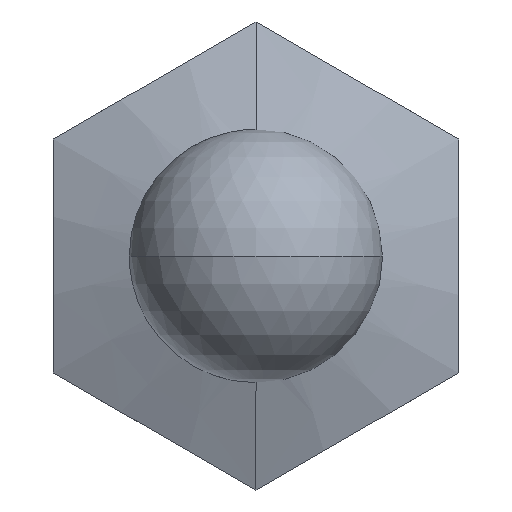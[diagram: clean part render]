
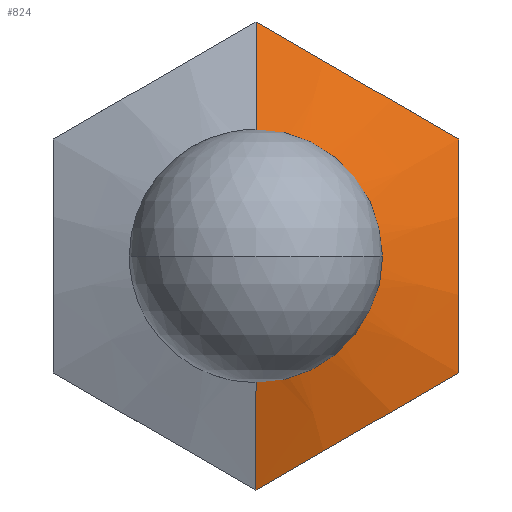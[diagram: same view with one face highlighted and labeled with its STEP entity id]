
A CAD part, front view. The second image highlights one B-rep face of the part: STEP entity #824.
In plain terms, the highlighted conical face has half-angle 70 degrees and reference radius 13.9 mm.
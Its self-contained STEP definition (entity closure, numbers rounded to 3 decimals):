
#8 = VERTEX_POINT ( 'NONE', #278 ) ;
#19 = CARTESIAN_POINT ( 'NONE',  ( 12., -7.85, 5.778 ) ) ;
#26 = B_SPLINE_CURVE_WITH_KNOTS ( 'NONE', 3,
 ( #788, #192, #856, #361, #919, #451, #980, #535, #19, #627 ),
 .UNSPECIFIED., .F., .F.,
 ( 4, 2, 2, 2, 4 ),
 ( 0.012, 0.015, 0.019, 0.022, 0.026 ),
 .UNSPECIFIED. ) ;
#90 = CARTESIAN_POINT ( 'NONE',  ( 10., -8.021, 8.083 ) ) ;
#94 = VERTEX_POINT ( 'NONE', #179 ) ;
#95 = VERTEX_POINT ( 'NONE', #196 ) ;
#124 = VECTOR ( 'NONE', #507, 1000. ) ;
#141 = CARTESIAN_POINT ( 'NONE',  ( 2., -8.021, -12.702 ) ) ;
#177 = ORIENTED_EDGE ( 'NONE', *, *, #285, .T. ) ;
#179 = CARTESIAN_POINT ( 'NONE',  ( 12., -7.641, -6.928 ) ) ;
#181 = CARTESIAN_POINT ( 'NONE',  ( 6., -8.378, 10.392 ) ) ;
#186 = EDGE_CURVE ( 'NONE', #8, #686, #297, .T. ) ;
#192 = CARTESIAN_POINT ( 'NONE',  ( 12., -7.85, -5.78 ) ) ;
#194 = CONICAL_SURFACE ( 'NONE', #796, 13.9, 1.222 ) ;
#196 = CARTESIAN_POINT ( 'NONE',  ( 0., -7.641, 13.856 ) ) ;
#197 = CARTESIAN_POINT ( 'NONE',  ( 0., -7.625, 0. ) ) ;
#206 = EDGE_CURVE ( 'NONE', #8, #95, #384, .T. ) ;
#211 = AXIS2_PLACEMENT_3D ( 'NONE', #903, #427, #960 ) ;
#222 = FACE_OUTER_BOUND ( 'NONE', #574, .T. ) ;
#225 = DIRECTION ( 'NONE',  ( 0., 0.342, -0.94 ) ) ;
#233 = CARTESIAN_POINT ( 'NONE',  ( 6., -8.378, -10.392 ) ) ;
#263 = CARTESIAN_POINT ( 'NONE',  ( 2., -8.021, 12.702 ) ) ;
#269 = ORIENTED_EDGE ( 'NONE', *, *, #781, .T. ) ;
#278 = CARTESIAN_POINT ( 'NONE',  ( 0., -10.5, 6. ) ) ;
#285 = EDGE_CURVE ( 'NONE', #523, #95, #585, .T. ) ;
#297 = CIRCLE ( 'NONE', #211, 6. ) ;
#316 = CARTESIAN_POINT ( 'NONE',  ( 10., -8.021, -8.083 ) ) ;
#345 = CARTESIAN_POINT ( 'NONE',  ( 11., -7.851, 7.506 ) ) ;
#348 = CARTESIAN_POINT ( 'NONE',  ( 0., -7.641, 13.856 ) ) ;
#361 = CARTESIAN_POINT ( 'NONE',  ( 12., -8.255, -2.301 ) ) ;
#384 = LINE ( 'NONE', #509, #124 ) ;
#404 = CARTESIAN_POINT ( 'NONE',  ( 12., -7.641, -6.928 ) ) ;
#427 = DIRECTION ( 'NONE',  ( 0., 1., 0. ) ) ;
#431 = B_SPLINE_CURVE_WITH_KNOTS ( 'NONE', 3,
 ( #579, #1010, #141, #744, #233, #819, #316, #886, #404 ),
 .UNSPECIFIED., .F., .F.,
 ( 4, 2, 1, 2, 4 ),
 ( 0., 0.003, 0.007, 0.01, 0.014 ),
 .UNSPECIFIED. ) ;
#447 = ORIENTED_EDGE ( 'NONE', *, *, #206, .F. ) ;
#451 = CARTESIAN_POINT ( 'NONE',  ( 12., -8.316, 1.167 ) ) ;
#453 = DIRECTION ( 'NONE',  ( 0., 0., 1. ) ) ;
#485 = ORIENTED_EDGE ( 'NONE', *, *, #186, .T. ) ;
#489 = ORIENTED_EDGE ( 'NONE', *, *, #999, .T. ) ;
#507 = DIRECTION ( 'NONE',  ( 0., 0.342, 0.94 ) ) ;
#509 = CARTESIAN_POINT ( 'NONE',  ( 0., -7.625, 13.9 ) ) ;
#516 = VECTOR ( 'NONE', #225, 1000. ) ;
#523 = VERTEX_POINT ( 'NONE', #935 ) ;
#535 = CARTESIAN_POINT ( 'NONE',  ( 12., -8.02, 4.626 ) ) ;
#574 = EDGE_LOOP ( 'NONE', ( #485, #489, #610, #269, #177, #447 ) ) ;
#579 = CARTESIAN_POINT ( 'NONE',  ( 0., -7.641, -13.856 ) ) ;
#585 = B_SPLINE_CURVE_WITH_KNOTS ( 'NONE', 3,
 ( #1032, #345, #90, #694, #181, #776, #263, #844, #348 ),
 .UNSPECIFIED., .F., .F.,
 ( 4, 2, 1, 2, 4 ),
 ( 0., 0.003, 0.007, 0.01, 0.014 ),
 .UNSPECIFIED. ) ;
#596 = EDGE_CURVE ( 'NONE', #939, #94, #431, .T. ) ;
#610 = ORIENTED_EDGE ( 'NONE', *, *, #596, .T. ) ;
#627 = CARTESIAN_POINT ( 'NONE',  ( 12., -7.641, 6.928 ) ) ;
#647 = CARTESIAN_POINT ( 'NONE',  ( 0., -7.641, -13.856 ) ) ;
#686 = VERTEX_POINT ( 'NONE', #1023 ) ;
#694 = CARTESIAN_POINT ( 'NONE',  ( 8., -8.254, 9.238 ) ) ;
#711 = DIRECTION ( 'NONE',  ( 0., 1., 0. ) ) ;
#739 = CARTESIAN_POINT ( 'NONE',  ( 0., -7.625, -13.9 ) ) ;
#744 = CARTESIAN_POINT ( 'NONE',  ( 4., -8.254, -11.547 ) ) ;
#745 = LINE ( 'NONE', #739, #516 ) ;
#776 = CARTESIAN_POINT ( 'NONE',  ( 4., -8.254, 11.547 ) ) ;
#781 = EDGE_CURVE ( 'NONE', #94, #523, #26, .T. ) ;
#788 = CARTESIAN_POINT ( 'NONE',  ( 12., -7.641, -6.928 ) ) ;
#796 = AXIS2_PLACEMENT_3D ( 'NONE', #197, #711, #453 ) ;
#819 = CARTESIAN_POINT ( 'NONE',  ( 8., -8.254, -9.238 ) ) ;
#824 = ADVANCED_FACE ( 'NONE', ( #222 ), #194, .T. ) ;
#844 = CARTESIAN_POINT ( 'NONE',  ( 1., -7.851, 13.279 ) ) ;
#856 = CARTESIAN_POINT ( 'NONE',  ( 12., -8.021, -4.618 ) ) ;
#886 = CARTESIAN_POINT ( 'NONE',  ( 11., -7.851, -7.506 ) ) ;
#903 = CARTESIAN_POINT ( 'NONE',  ( 0., -10.5, 0. ) ) ;
#919 = CARTESIAN_POINT ( 'NONE',  ( 12., -8.317, -1.145 ) ) ;
#935 = CARTESIAN_POINT ( 'NONE',  ( 12., -7.641, 6.928 ) ) ;
#939 = VERTEX_POINT ( 'NONE', #647 ) ;
#960 = DIRECTION ( 'NONE',  ( 0., 0., 1. ) ) ;
#980 = CARTESIAN_POINT ( 'NONE',  ( 12., -8.254, 2.321 ) ) ;
#999 = EDGE_CURVE ( 'NONE', #686, #939, #745, .T. ) ;
#1010 = CARTESIAN_POINT ( 'NONE',  ( 1., -7.851, -13.279 ) ) ;
#1023 = CARTESIAN_POINT ( 'NONE',  ( 0., -10.5, -6. ) ) ;
#1032 = CARTESIAN_POINT ( 'NONE',  ( 12., -7.641, 6.928 ) ) ;
